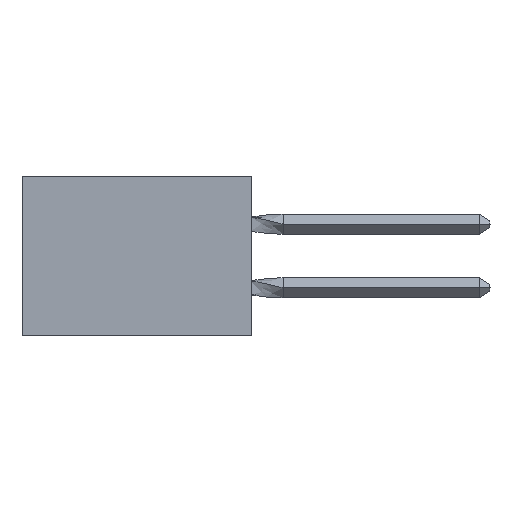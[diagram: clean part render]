
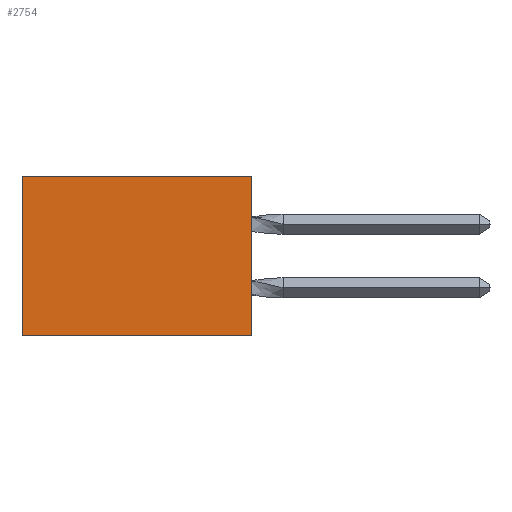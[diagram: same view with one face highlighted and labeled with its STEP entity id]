
A CAD part, left-side view. The second image highlights one B-rep face of the part: STEP entity #2754.
In plain terms, the highlighted planar face has unit normal (-1, 0, 0).
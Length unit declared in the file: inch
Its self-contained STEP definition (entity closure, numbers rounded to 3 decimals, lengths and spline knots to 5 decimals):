
#77 = DIRECTION ( 'NONE',  ( 1., 0., 0. ) ) ;
#387 = LINE ( 'NONE', #9289, #24666 ) ;
#1644 = FACE_OUTER_BOUND ( 'NONE', #18119, .T. ) ;
#2677 = VECTOR ( 'NONE', #7235, 39.37008 ) ;
#2754 = ADVANCED_FACE ( 'NONE', ( #1644 ), #12978, .F. ) ;
#3200 = LINE ( 'NONE', #10284, #9890 ) ;
#3552 = EDGE_CURVE ( 'NONE', #14256, #21405, #5990, .T. ) ;
#5990 = LINE ( 'NONE', #22297, #22510 ) ;
#7235 = DIRECTION ( 'NONE',  ( 0., 1., 0. ) ) ;
#9289 = CARTESIAN_POINT ( 'NONE',  ( 0.305, 0.72, -0.5 ) ) ;
#9890 = VECTOR ( 'NONE', #25171, 39.37008 ) ;
#10203 = EDGE_CURVE ( 'NONE', #26061, #21405, #387, .T. ) ;
#10284 = CARTESIAN_POINT ( 'NONE',  ( 0.305, 0., -0.5 ) ) ;
#10340 = ORIENTED_EDGE ( 'NONE', *, *, #10203, .T. ) ;
#10831 = CARTESIAN_POINT ( 'NONE',  ( 0.305, 0., -0.5 ) ) ;
#11468 = CARTESIAN_POINT ( 'NONE',  ( 0.305, 0., 0. ) ) ;
#12054 = LINE ( 'NONE', #11468, #2677 ) ;
#12820 = EDGE_CURVE ( 'NONE', #27949, #26061, #12054, .T. ) ;
#12978 = PLANE ( 'NONE',  #22837 ) ;
#13693 = DIRECTION ( 'NONE',  ( 0., 0., -1. ) ) ;
#14256 = VERTEX_POINT ( 'NONE', #15733 ) ;
#15733 = CARTESIAN_POINT ( 'NONE',  ( 0.305, 0., -0.5 ) ) ;
#16335 = CARTESIAN_POINT ( 'NONE',  ( 0.305, 0., 0. ) ) ;
#16927 = ORIENTED_EDGE ( 'NONE', *, *, #12820, .T. ) ;
#18119 = EDGE_LOOP ( 'NONE', ( #10340, #25377, #27097, #16927 ) ) ;
#18912 = CARTESIAN_POINT ( 'NONE',  ( 0.305, 0.72, 0. ) ) ;
#19809 = CARTESIAN_POINT ( 'NONE',  ( 0.305, 0.72, -0.5 ) ) ;
#20220 = DIRECTION ( 'NONE',  ( 0., 1., 0. ) ) ;
#21405 = VERTEX_POINT ( 'NONE', #19809 ) ;
#22297 = CARTESIAN_POINT ( 'NONE',  ( 0.305, 0., -0.5 ) ) ;
#22510 = VECTOR ( 'NONE', #20220, 39.37008 ) ;
#22837 = AXIS2_PLACEMENT_3D ( 'NONE', #10831, #77, #26093 ) ;
#23616 = EDGE_CURVE ( 'NONE', #27949, #14256, #3200, .T. ) ;
#24666 = VECTOR ( 'NONE', #13693, 39.37008 ) ;
#25171 = DIRECTION ( 'NONE',  ( 0., 0., -1. ) ) ;
#25377 = ORIENTED_EDGE ( 'NONE', *, *, #3552, .F. ) ;
#26061 = VERTEX_POINT ( 'NONE', #18912 ) ;
#26093 = DIRECTION ( 'NONE',  ( 0., 0., -1. ) ) ;
#27097 = ORIENTED_EDGE ( 'NONE', *, *, #23616, .F. ) ;
#27949 = VERTEX_POINT ( 'NONE', #16335 ) ;
